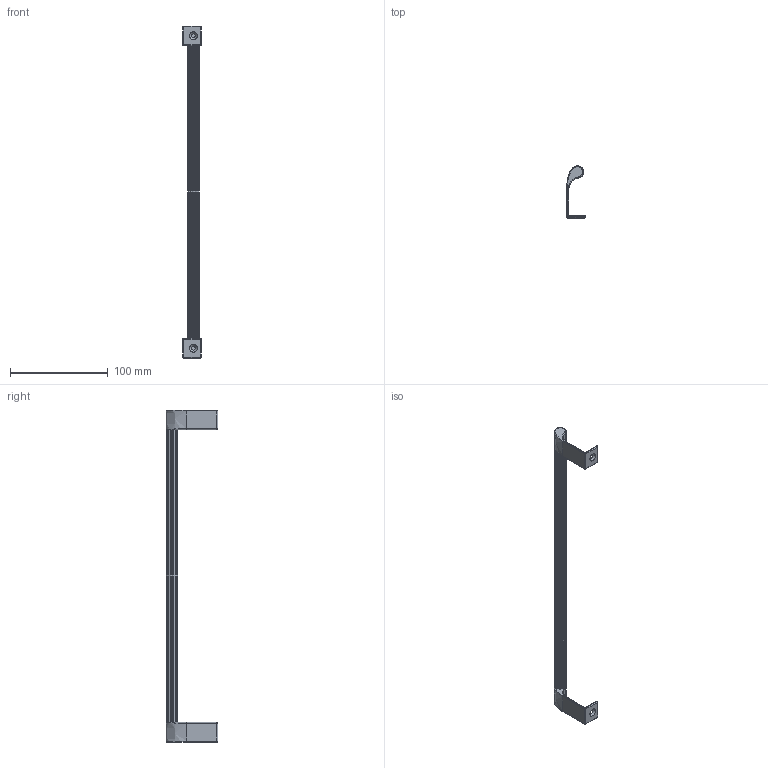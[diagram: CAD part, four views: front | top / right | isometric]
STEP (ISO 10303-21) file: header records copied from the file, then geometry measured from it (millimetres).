
FILE_DESCRIPTION(('Creo Elements/Direct Modeling STEP Export'),'2;1');
FILE_NAME('2625-340.stp','2024-07-18T12:24:09',(''),(''),'Creo Elements/Direct Modeling STEP processor for AP214 (Solid Model)','Creo Elements/Direct Modeling 20.0 12-Nov-2016 (C) Parametric Technology GmbH','');
FILE_SCHEMA(('AUTOMOTIVE_DESIGN { 1 0 10303 214 1 1 1 1 }'));
Length unit declared in the file: millimetre
Products named in the file (4): ZN-11868; ZN-11868.1; AL-12164; DIV-12163.1
Assembly tree (3 placements, depth 2):
  DIV-12163.1
    AL-12164
    ZN-11868.1
    ZN-11868
Bounding box: 19 x 53.1 x 340 mm (x, y, z)
Volume: 35595.4 mm3; surface area: 25919.8 mm2
Topology: 3 solids, 3 shells, 326 faces, 786 edges, 468 vertices
Faces by surface type: torus 120, cylinder 90, plane 42, cone 40, bspline 32, extrusion 2
Entity records: 20838 total; most frequent: CARTESIAN_POINT 13579, ORIENTED_EDGE 1572, DIRECTION 1510, EDGE_CURVE 786, AXIS2_PLACEMENT_3D 679, VERTEX_POINT 468, CIRCLE 412, EDGE_LOOP 334
